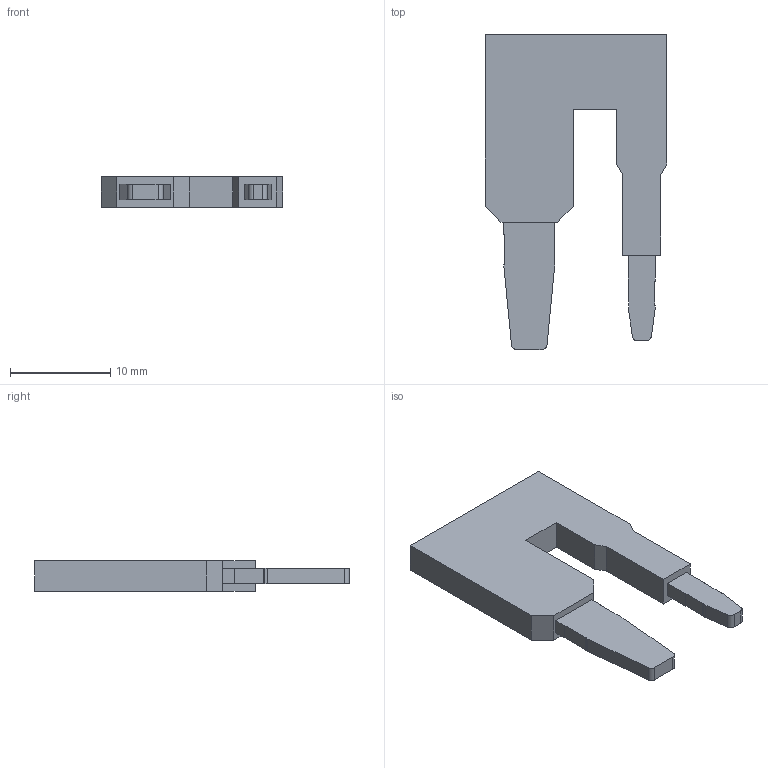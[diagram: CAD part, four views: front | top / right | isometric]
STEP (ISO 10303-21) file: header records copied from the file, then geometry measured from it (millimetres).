
FILE_DESCRIPTION(('STEP AP214'),'1');
FILE_NAME(' ',' ',('TraceParts'),('TraceParts S.A.'),'XStep 1.0',' ',' ');
FILE_SCHEMA(('automotive_design'));
Length unit declared in the file: millimetre
Products named in the file (1): 3047073_rb_ut_16_25_4-select|3047073_rb_ut_16_25_4-select;3047073_rb_ut_16_25_4-select
Bounding box: 18.12 x 31.4 x 3 mm (x, y, z)
Volume: 1000.3 mm3; surface area: 1104.3 mm2
Topology: 1 solids, 1 shells, 58 faces, 162 edges, 108 vertices
Faces by surface type: plane 46, cylinder 12
Entity records: 1865 total; most frequent: CARTESIAN_POINT 329, ORIENTED_EDGE 324, DIRECTION 304, EDGE_CURVE 162, LINE 138, VECTOR 138, VERTEX_POINT 108, AXIS2_PLACEMENT_3D 83
